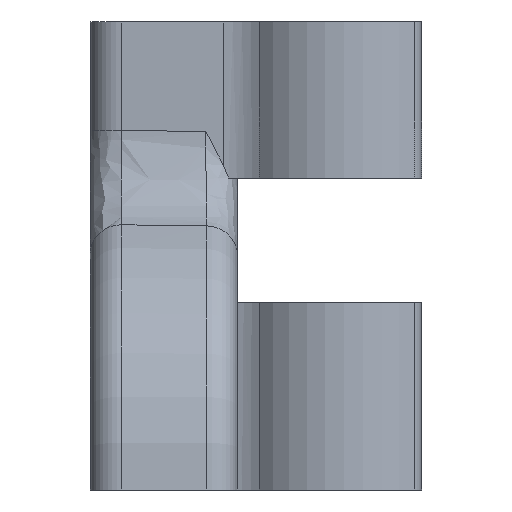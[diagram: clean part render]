
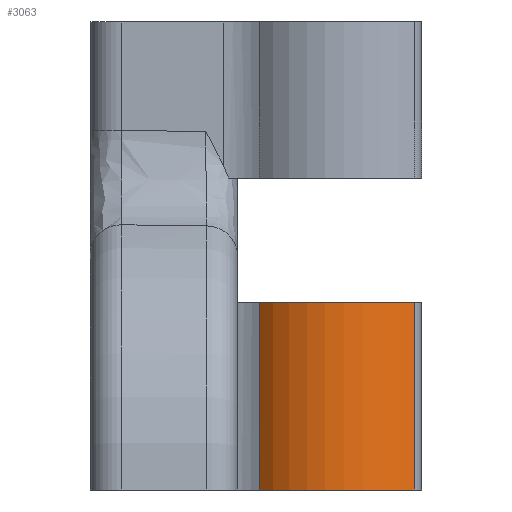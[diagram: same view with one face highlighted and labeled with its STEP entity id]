
A CAD part, left-side view. The second image highlights one B-rep face of the part: STEP entity #3063.
In plain terms, the highlighted cylindrical face has radius 10.6 mm (diameter 21.2 mm), a partial arc.
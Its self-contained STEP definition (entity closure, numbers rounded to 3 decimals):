
#58=CYLINDRICAL_SURFACE('',#3328,10.6);
#159=LINE('',#6555,#318);
#160=LINE('',#6557,#319);
#318=VECTOR('',#3855,10.);
#319=VECTOR('',#3858,10.);
#559=FACE_OUTER_BOUND('',#732,.T.);
#732=EDGE_LOOP('',(#2301,#2302,#2303,#2304));
#898=CIRCLE('',#3246,10.6);
#941=CIRCLE('',#3296,10.6);
#1266=VERTEX_POINT('',#6328);
#1267=VERTEX_POINT('',#6330);
#1309=VERTEX_POINT('',#6431);
#1310=VERTEX_POINT('',#6433);
#1617=EDGE_CURVE('',#1266,#1267,#898,.T.);
#1670=EDGE_CURVE('',#1309,#1310,#941,.T.);
#1709=EDGE_CURVE('',#1266,#1310,#159,.T.);
#1710=EDGE_CURVE('',#1267,#1309,#160,.T.);
#2301=ORIENTED_EDGE('',*,*,#1617,.F.);
#2302=ORIENTED_EDGE('',*,*,#1709,.T.);
#2303=ORIENTED_EDGE('',*,*,#1670,.F.);
#2304=ORIENTED_EDGE('',*,*,#1710,.F.);
#3063=ADVANCED_FACE('',(#559),#58,.T.);
#3246=AXIS2_PLACEMENT_3D('',#6331,#3664,#3665);
#3296=AXIS2_PLACEMENT_3D('',#6434,#3774,#3775);
#3328=AXIS2_PLACEMENT_3D('',#6556,#3856,#3857);
#3664=DIRECTION('center_axis',(0.,0.,
-1.));
#3665=DIRECTION('ref_axis',(-0.748,-0.664,0.));
#3774=DIRECTION('center_axis',(0.,0.,
1.));
#3775=DIRECTION('ref_axis',(-0.748,-0.664,0.));
#3855=DIRECTION('',(0.,0.,1.));
#3856=DIRECTION('center_axis',(0.,0.,1.));
#3857=DIRECTION('ref_axis',(-0.748,-0.664,0.));
#3858=DIRECTION('',(0.,0.,1.));
#6328=CARTESIAN_POINT('',(-25.627,-29.012,-56.002));
#6330=CARTESIAN_POINT('',(-24.783,-14.089,-56.002));
#6331=CARTESIAN_POINT('Origin',(-17.7,-21.975,-56.002));
#6431=CARTESIAN_POINT('',(-24.783,-14.089,-38.002));
#6433=CARTESIAN_POINT('',(-25.627,-29.012,-38.002));
#6434=CARTESIAN_POINT('Origin',(-17.7,-21.975,-38.002));
#6555=CARTESIAN_POINT('',(-25.627,-29.012,-56.002));
#6556=CARTESIAN_POINT('Origin',(-17.7,-21.975,-56.002));
#6557=CARTESIAN_POINT('',(-24.783,-14.089,-48.002));
